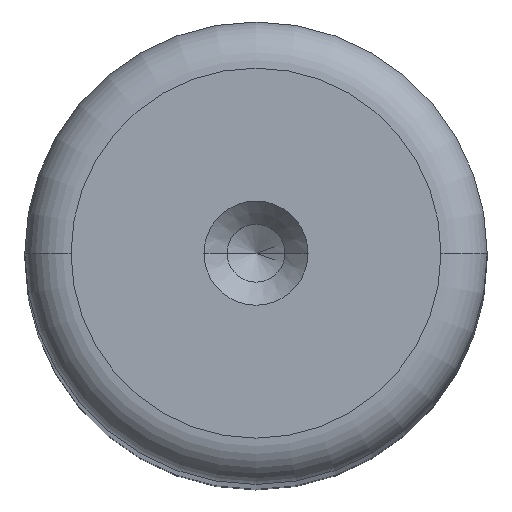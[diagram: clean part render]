
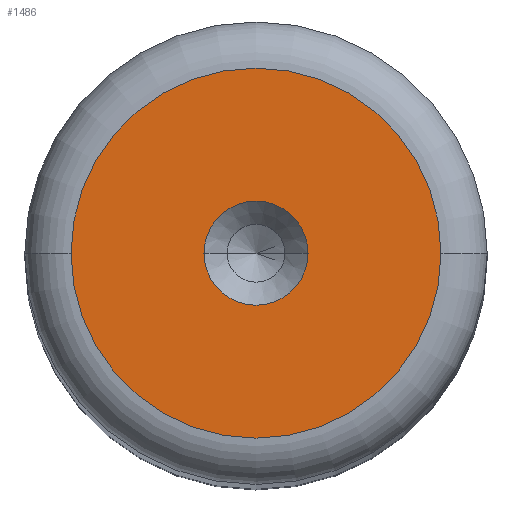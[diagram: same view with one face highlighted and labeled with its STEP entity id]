
A CAD part, top view. The second image highlights one B-rep face of the part: STEP entity #1486.
In plain terms, the highlighted planar face has unit normal (0, 0, 1).
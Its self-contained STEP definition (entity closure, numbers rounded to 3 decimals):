
#5 = DIRECTION ( 'NONE',  ( 1., 0., 0. ) ) ;
#29 = CARTESIAN_POINT ( 'NONE',  ( -8., 0., 140. ) ) ;
#62 = AXIS2_PLACEMENT_3D ( 'NONE', #244, #118, #1332 ) ;
#86 = CARTESIAN_POINT ( 'NONE',  ( -2.25, 0., 140. ) ) ;
#117 = AXIS2_PLACEMENT_3D ( 'NONE', #1496, #778, #5 ) ;
#118 = DIRECTION ( 'NONE',  ( 0., 0., 1. ) ) ;
#228 = ORIENTED_EDGE ( 'NONE', *, *, #957, .T. ) ;
#239 = VERTEX_POINT ( 'NONE', #472 ) ;
#244 = CARTESIAN_POINT ( 'NONE',  ( 0., 0., 140. ) ) ;
#287 = CIRCLE ( 'NONE', #680, 8. ) ;
#288 = FACE_BOUND ( 'NONE', #1578, .T. ) ;
#337 = CARTESIAN_POINT ( 'NONE',  ( 0., 0., 140. ) ) ;
#369 = ORIENTED_EDGE ( 'NONE', *, *, #449, .F. ) ;
#373 = CARTESIAN_POINT ( 'NONE',  ( 0., 0., 140. ) ) ;
#449 = EDGE_CURVE ( 'NONE', #932, #1053, #1560, .T. ) ;
#454 = CARTESIAN_POINT ( 'NONE',  ( 0., 0., 140. ) ) ;
#462 = DIRECTION ( 'NONE',  ( 1., 0., 0. ) ) ;
#472 = CARTESIAN_POINT ( 'NONE',  ( 8., 0., 140. ) ) ;
#511 = EDGE_CURVE ( 'NONE', #1053, #932, #1168, .T. ) ;
#588 = DIRECTION ( 'NONE',  ( 1., 0., 0. ) ) ;
#593 = CIRCLE ( 'NONE', #951, 8. ) ;
#680 = AXIS2_PLACEMENT_3D ( 'NONE', #337, #1204, #462 ) ;
#706 = CARTESIAN_POINT ( 'NONE',  ( 2.25, 0., 140. ) ) ;
#722 = VERTEX_POINT ( 'NONE', #29 ) ;
#772 = DIRECTION ( 'NONE',  ( 1., 0., 0. ) ) ;
#778 = DIRECTION ( 'NONE',  ( 0., 0., 1. ) ) ;
#816 = ORIENTED_EDGE ( 'NONE', *, *, #511, .F. ) ;
#932 = VERTEX_POINT ( 'NONE', #706 ) ;
#951 = AXIS2_PLACEMENT_3D ( 'NONE', #454, #1315, #588 ) ;
#957 = EDGE_CURVE ( 'NONE', #722, #239, #593, .T. ) ;
#1053 = VERTEX_POINT ( 'NONE', #86 ) ;
#1155 = EDGE_CURVE ( 'NONE', #239, #722, #287, .T. ) ;
#1168 = CIRCLE ( 'NONE', #62, 2.25 ) ;
#1184 = EDGE_LOOP ( 'NONE', ( #1437, #228 ) ) ;
#1204 = DIRECTION ( 'NONE',  ( 0., 0., 1. ) ) ;
#1221 = FACE_OUTER_BOUND ( 'NONE', #1184, .T. ) ;
#1253 = DIRECTION ( 'NONE',  ( 0., 0., 1. ) ) ;
#1315 = DIRECTION ( 'NONE',  ( 0., 0., 1. ) ) ;
#1332 = DIRECTION ( 'NONE',  ( 1., 0., 0. ) ) ;
#1371 = PLANE ( 'NONE',  #117 ) ;
#1437 = ORIENTED_EDGE ( 'NONE', *, *, #1155, .T. ) ;
#1486 = ADVANCED_FACE ( 'NONE', ( #288, #1221 ), #1371, .T. ) ;
#1496 = CARTESIAN_POINT ( 'NONE',  ( 0., 0., 140. ) ) ;
#1511 = AXIS2_PLACEMENT_3D ( 'NONE', #373, #1253, #772 ) ;
#1560 = CIRCLE ( 'NONE', #1511, 2.25 ) ;
#1578 = EDGE_LOOP ( 'NONE', ( #369, #816 ) ) ;
